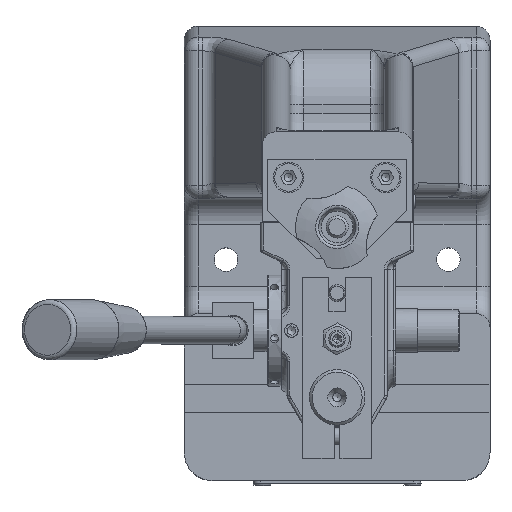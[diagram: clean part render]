
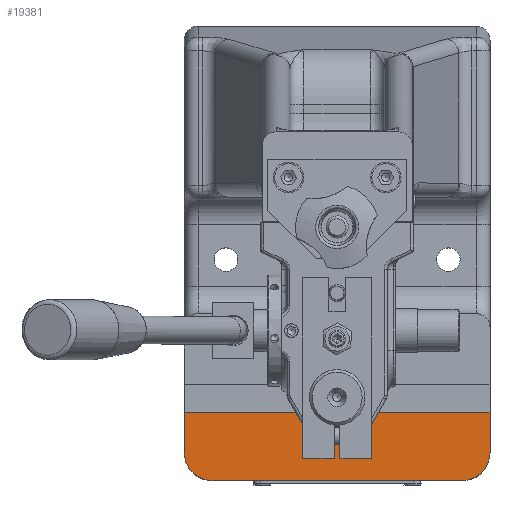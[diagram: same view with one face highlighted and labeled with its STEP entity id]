
A CAD part, top view. The second image highlights one B-rep face of the part: STEP entity #19381.
In plain terms, the highlighted planar face has unit normal (0, 0, 1).
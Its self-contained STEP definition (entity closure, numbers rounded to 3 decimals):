
#13531=CARTESIAN_POINT('',(164.,-10.0,49.0));
#13532=VERTEX_POINT('',#13531);
#13539=CARTESIAN_POINT('',(164.,-100.0,49.0));
#13540=VERTEX_POINT('',#13539);
#13541=CARTESIAN_POINT('',(164.,-10.0,49.0));
#13542=DIRECTION('',(0.0,-1.0,0.0));
#13543=VECTOR('',#13542,90.0);
#13544=LINE('',#13541,#13543);
#13545=EDGE_CURVE('',#13532,#13540,#13544,.T.);
#13726=CARTESIAN_POINT('',(154.,-110.0,49.0));
#13727=VERTEX_POINT('',#13726);
#13728=CARTESIAN_POINT('',(154.,-100.0,49.0));
#13729=DIRECTION('',(0.0,0.0,-1.0));
#13730=DIRECTION('',(0.707,-0.707,0.0));
#13731=AXIS2_PLACEMENT_3D('',#13728,#13729,#13730);
#13732=CIRCLE('',#13731,10.);
#13733=EDGE_CURVE('',#13540,#13727,#13732,.T.);
#18397=CARTESIAN_POINT('',(139.5,0.0,49.0));
#18398=VERTEX_POINT('',#18397);
#18405=CARTESIAN_POINT('',(154.,0.0,49.0));
#18406=VERTEX_POINT('',#18405);
#18407=CARTESIAN_POINT('',(139.5,0.0,49.0));
#18408=DIRECTION('',(1.0,0.0,0.0));
#18409=VECTOR('',#18408,14.5);
#18410=LINE('',#18407,#18409);
#18411=EDGE_CURVE('',#18398,#18406,#18410,.T.);
#18503=CARTESIAN_POINT('',(154.,-10.0,49.0));
#18504=DIRECTION('',(0.0,0.0,-1.0));
#18505=DIRECTION('',(0.707,0.707,0.0));
#18506=AXIS2_PLACEMENT_3D('',#18503,#18504,#18505);
#18507=CIRCLE('',#18506,10.);
#18508=EDGE_CURVE('',#18406,#13532,#18507,.T.);
#19282=CARTESIAN_POINT('',(139.5,-110.0,49.0));
#19283=VERTEX_POINT('',#19282);
#19354=CARTESIAN_POINT('',(154.,-110.0,49.0));
#19355=DIRECTION('',(-1.0,0.0,0.0));
#19356=VECTOR('',#19355,14.5);
#19357=LINE('',#19354,#19356);
#19358=EDGE_CURVE('',#13727,#19283,#19357,.T.);
#19363=CARTESIAN_POINT('',(134.,-55.0,49.0));
#19364=DIRECTION('',(0.0,0.0,1.0));
#19365=DIRECTION('',(1.0,0.0,0.0));
#19366=AXIS2_PLACEMENT_3D('',#19363,#19364,#19365);
#19367=PLANE('',#19366);
#19368=CARTESIAN_POINT('',(139.5,0.0,49.0));
#19369=DIRECTION('',(0.0,-1.0,0.0));
#19370=VECTOR('',#19369,110.0);
#19371=LINE('',#19368,#19370);
#19372=EDGE_CURVE('',#18398,#19283,#19371,.T.);
#19373=ORIENTED_EDGE('',*,*,#19372,.T.);
#19374=ORIENTED_EDGE('',*,*,#19358,.F.);
#19375=ORIENTED_EDGE('',*,*,#13733,.F.);
#19376=ORIENTED_EDGE('',*,*,#13545,.F.);
#19377=ORIENTED_EDGE('',*,*,#18508,.F.);
#19378=ORIENTED_EDGE('',*,*,#18411,.F.);
#19379=EDGE_LOOP('',(#19373,#19374,#19375,#19376,#19377,#19378));
#19380=FACE_OUTER_BOUND('',#19379,.T.);
#19381=ADVANCED_FACE('',(#19380),#19367,.T.);
